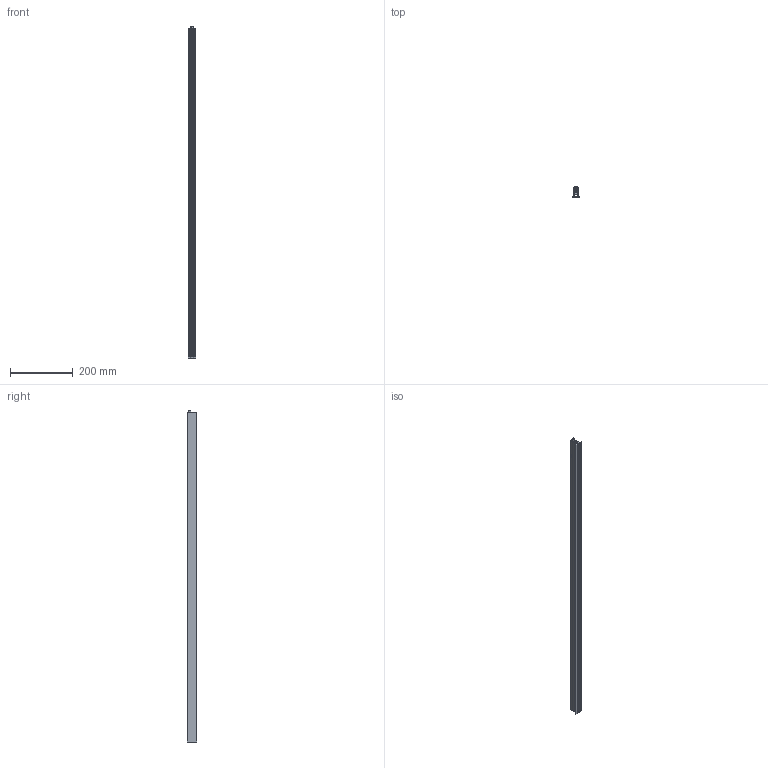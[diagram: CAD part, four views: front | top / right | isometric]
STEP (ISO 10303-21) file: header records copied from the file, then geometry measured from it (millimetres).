
FILE_DESCRIPTION (( 'STEP AP203' ), '1' );
FILE_NAME ('FT1050.STEP', '2024-11-27T16:00:13', ( '' ), ( '' ), 'SwSTEP 2.0', 'SolidWorks 2023', '' );
FILE_SCHEMA (( 'CONFIG_CONTROL_DESIGN' ));
Length unit declared in the file: millimetre
Products named in the file (4): Betätigungsteil_FT; Aussengehäuse_FT_1050; FT1050; Innengeometrie_FT_1050
Assembly tree (3 placements, depth 2):
  FT1050
    Aussengehäuse_FT_1050
    Betätigungsteil_FT
    Innengeometrie_FT_1050
Bounding box: 25 x 31 x 1058 mm (x, y, z)
Volume: 207851.7 mm3; surface area: 337363.3 mm2
Topology: 18 solids, 18 shells, 644 faces, 1816 edges, 1210 vertices
Faces by surface type: plane 313, bspline 302, cylinder 27, torus 2
Entity records: 35824 total; most frequent: CARTESIAN_POINT 20646, ORIENTED_EDGE 3632, DIRECTION 1968, EDGE_CURVE 1816, VERTEX_POINT 1210, VECTOR 1152, LINE 1152, EDGE_LOOP 726
